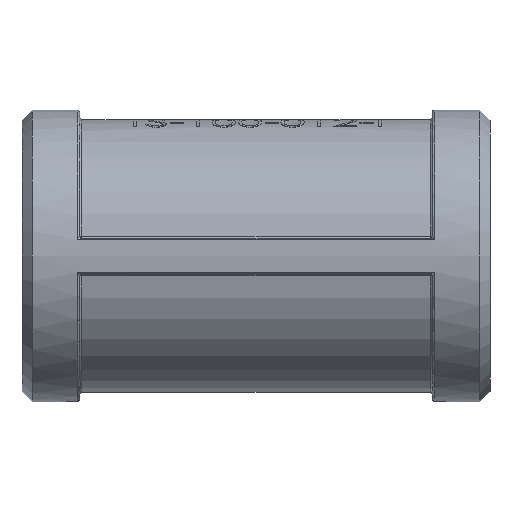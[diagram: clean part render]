
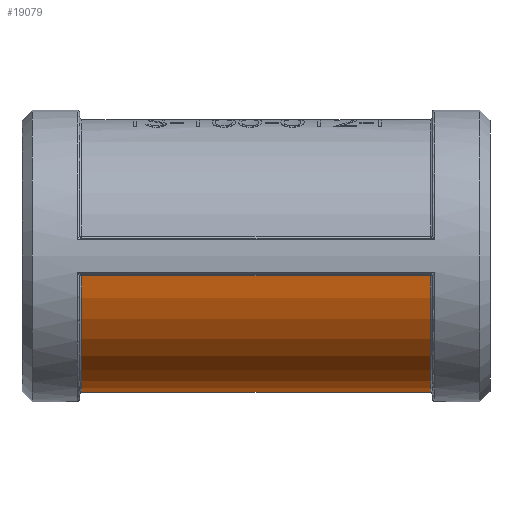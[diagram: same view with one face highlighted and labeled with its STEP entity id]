
A CAD part, front view. The second image highlights one B-rep face of the part: STEP entity #19079.
In plain terms, the highlighted cylindrical face has radius 19 mm (diameter 38 mm), a partial arc.
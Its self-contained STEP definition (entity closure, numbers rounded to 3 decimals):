
#341 = VERTEX_POINT ( 'NONE', #21344 ) ;
#357 = VERTEX_POINT ( 'NONE', #21465 ) ;
#365 = VERTEX_POINT ( 'NONE', #21431 ) ;
#376 = VERTEX_POINT ( 'NONE', #21460 ) ;
#380 = VERTEX_POINT ( 'NONE', #21458 ) ;
#389 = VERTEX_POINT ( 'NONE', #21408 ) ;
#392 = VERTEX_POINT ( 'NONE', #21399 ) ;
#901 = AXIS2_PLACEMENT_3D ( 'NONE', #6667, #6683, #6674 ) ;
#906 = CIRCLE ( 'NONE', #901, 19. ) ;
#922 = VECTOR ( 'NONE', #6745, 1000. ) ;
#931 = VECTOR ( 'NONE', #25526, 1000. ) ;
#955 = VECTOR ( 'NONE', #25575, 1000. ) ;
#956 = CIRCLE ( 'NONE', #959, 19. ) ;
#959 = AXIS2_PLACEMENT_3D ( 'NONE', #24609, #24614, #24617 ) ;
#1036 = EDGE_LOOP ( 'NONE', ( #21058, #21108, #21120, #21022, #21086, #21018, #21064 ) ) ;
#1859 = CYLINDRICAL_SURFACE ( 'NONE', #5372, 19. ) ;
#1863 = CARTESIAN_POINT ( 'NONE',  ( 0., 0., 0. ) ) ;
#1883 = FACE_OUTER_BOUND ( 'NONE', #1036, .T. ) ;
#1888 = DIRECTION ( 'NONE',  ( 0., -1., 0. ) ) ;
#1889 = DIRECTION ( 'NONE',  ( 1., 0., 0. ) ) ;
#5372 = AXIS2_PLACEMENT_3D ( 'NONE', #1863, #1889, #1888 ) ;
#6667 = CARTESIAN_POINT ( 'NONE',  ( 24.2, 0., 0. ) ) ;
#6674 = DIRECTION ( 'NONE',  ( 0., 0., -1. ) ) ;
#6683 = DIRECTION ( 'NONE',  ( 1., 0., 0. ) ) ;
#6722 = CARTESIAN_POINT ( 'NONE',  ( 0., -18.799, -2.756 ) ) ;
#6745 = DIRECTION ( 'NONE',  ( 1., 0., 0. ) ) ;
#6755 = LINE ( 'NONE', #6722, #922 ) ;
#8672 = CARTESIAN_POINT ( 'NONE',  ( 0., 13.189, -13.677 ) ) ;
#8682 = CARTESIAN_POINT ( 'NONE',  ( 4.575, 13.506, -13.379 ) ) ;
#8689 = CARTESIAN_POINT ( 'NONE',  ( 15.902, 18.533, -4.57 ) ) ;
#8704 = CARTESIAN_POINT ( 'NONE',  ( 16.357, 18.799, -2.756 ) ) ;
#8705 = CARTESIAN_POINT ( 'NONE',  ( 14.095, 17.484, -7.942 ) ) ;
#8706 = CARTESIAN_POINT ( 'NONE',  ( 9.569, 15.199, -11.598 ) ) ;
#8717 = CARTESIAN_POINT ( 'NONE',  ( 1.142, 13.189, -13.677 ) ) ;
#18912 = EDGE_CURVE ( 'NONE', #380, #376, #906, .T. ) ;
#18928 = EDGE_CURVE ( 'NONE', #341, #380, #6755, .T. ) ;
#18943 = EDGE_CURVE ( 'NONE', #389, #392, #23948, .T. ) ;
#18949 = EDGE_CURVE ( 'NONE', #357, #341, #956, .T. ) ;
#18992 = EDGE_CURVE ( 'NONE', #376, #365, #25614, .T. ) ;
#18997 = EDGE_CURVE ( 'NONE', #392, #357, #25541, .T. ) ;
#19009 = EDGE_CURVE ( 'NONE', #365, #389, #23925, .T. ) ;
#19079 = ADVANCED_FACE ( 'NONE', ( #1883 ), #1859, .T. ) ;
#21018 = ORIENTED_EDGE ( 'NONE', *, *, #19009, .F. ) ;
#21022 = ORIENTED_EDGE ( 'NONE', *, *, #18997, .F. ) ;
#21058 = ORIENTED_EDGE ( 'NONE', *, *, #18912, .F. ) ;
#21064 = ORIENTED_EDGE ( 'NONE', *, *, #18992, .F. ) ;
#21086 = ORIENTED_EDGE ( 'NONE', *, *, #18943, .F. ) ;
#21108 = ORIENTED_EDGE ( 'NONE', *, *, #18928, .F. ) ;
#21120 = ORIENTED_EDGE ( 'NONE', *, *, #18949, .F. ) ;
#21344 = CARTESIAN_POINT ( 'NONE',  ( -24.2, -18.799, -2.756 ) ) ;
#21399 = CARTESIAN_POINT ( 'NONE',  ( -16.357, 18.799, -2.756 ) ) ;
#21408 = CARTESIAN_POINT ( 'NONE',  ( 0., 13.189, -13.677 ) ) ;
#21431 = CARTESIAN_POINT ( 'NONE',  ( 16.357, 18.799, -2.756 ) ) ;
#21458 = CARTESIAN_POINT ( 'NONE',  ( 24.2, -18.799, -2.756 ) ) ;
#21460 = CARTESIAN_POINT ( 'NONE',  ( 24.2, 18.799, -2.756 ) ) ;
#21465 = CARTESIAN_POINT ( 'NONE',  ( -24.2, 18.799, -2.756 ) ) ;
#23925 = B_SPLINE_CURVE_WITH_KNOTS ( 'NONE', 3,
 ( #8704, #8689, #8705, #8706, #8682, #8717, #8672 ),
 .UNSPECIFIED., .F., .F.,
 ( 4, 1, 1, 1, 4 ),
 ( 0., 0.286, 0.571, 0.857, 1. ),
 .UNSPECIFIED. ) ;
#23948 = B_SPLINE_CURVE_WITH_KNOTS ( 'NONE', 3,
 ( #25650, #24592, #24604, #24596, #24597, #24587, #24598, #24605 ),
 .UNSPECIFIED., .F., .F.,
 ( 4, 1, 1, 1, 1, 4 ),
 ( 0., 0.143, 0.286, 0.571, 0.857, 1. ),
 .UNSPECIFIED. ) ;
#24587 = CARTESIAN_POINT ( 'NONE',  ( -15.11, 18.075, -6.303 ) ) ;
#24592 = CARTESIAN_POINT ( 'NONE',  ( -1.142, 13.189, -13.677 ) ) ;
#24596 = CARTESIAN_POINT ( 'NONE',  ( -7.631, 14.456, -12.387 ) ) ;
#24597 = CARTESIAN_POINT ( 'NONE',  ( -12.019, 16.377, -9.954 ) ) ;
#24598 = CARTESIAN_POINT ( 'NONE',  ( -16.13, 18.666, -3.663 ) ) ;
#24604 = CARTESIAN_POINT ( 'NONE',  ( -3.423, 13.394, -13.483 ) ) ;
#24605 = CARTESIAN_POINT ( 'NONE',  ( -16.357, 18.799, -2.756 ) ) ;
#24609 = CARTESIAN_POINT ( 'NONE',  ( -24.2, 0., 0. ) ) ;
#24614 = DIRECTION ( 'NONE',  ( -1., 0., 0. ) ) ;
#24617 = DIRECTION ( 'NONE',  ( 0., 0., -1. ) ) ;
#25526 = DIRECTION ( 'NONE',  ( -1., 0., 0. ) ) ;
#25539 = CARTESIAN_POINT ( 'NONE',  ( 0., 18.799, -2.756 ) ) ;
#25541 = LINE ( 'NONE', #25539, #955 ) ;
#25575 = DIRECTION ( 'NONE',  ( -1., 0., 0. ) ) ;
#25585 = CARTESIAN_POINT ( 'NONE',  ( 0., 18.799, -2.756 ) ) ;
#25614 = LINE ( 'NONE', #25585, #931 ) ;
#25650 = CARTESIAN_POINT ( 'NONE',  ( 0., 13.189, -13.677 ) ) ;
